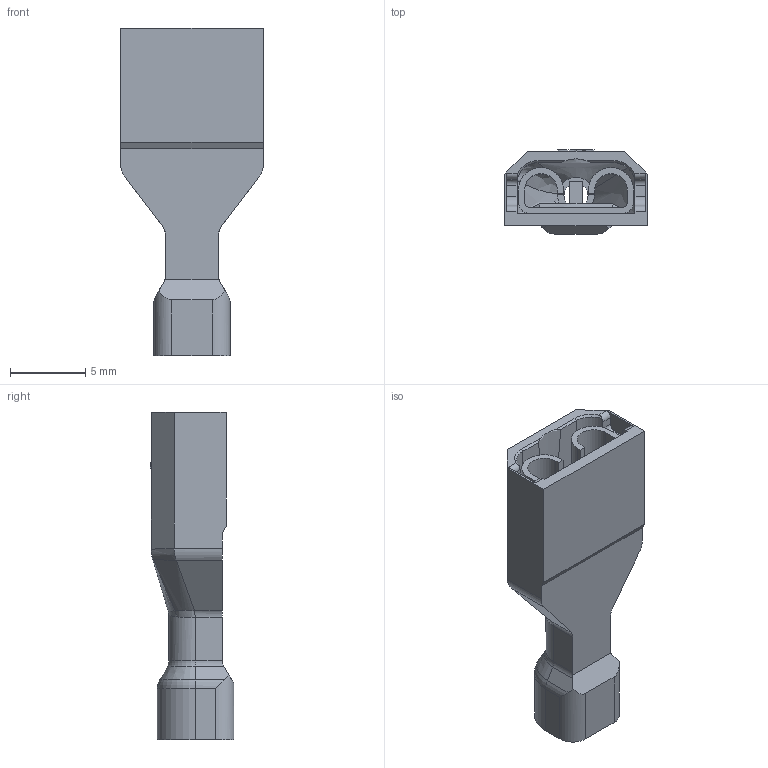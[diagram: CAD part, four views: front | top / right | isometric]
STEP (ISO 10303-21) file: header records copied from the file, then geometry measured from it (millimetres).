
FILE_DESCRIPTION (( 'STEP AP214' ), '1' );
FILE_NAME ('2-520407-2.STEP', '2021-05-09T14:41:34', ( '' ), ( '' ), 'SwSTEP 2.0', 'SolidWorks 2019', '' );
FILE_SCHEMA (( 'AUTOMOTIVE_DESIGN' ));
Length unit declared in the file: millimetre
Products named in the file (1): 2-520407-2
Bounding box: 9.47 x 5.56 x 21.72 mm (x, y, z)
Volume: 365.2 mm3; surface area: 1061.8 mm2
Topology: 1 solids, 1 shells, 166 faces, 450 edges, 294 vertices
Faces by surface type: plane 97, cylinder 43, bspline 17, cone 7, torus 2
Entity records: 7588 total; most frequent: CARTESIAN_POINT 2776, ORIENTED_EDGE 900, DIRECTION 711, EDGE_CURVE 450, VERTEX_POINT 294, VECTOR 285, LINE 285, AXIS2_PLACEMENT_3D 213
